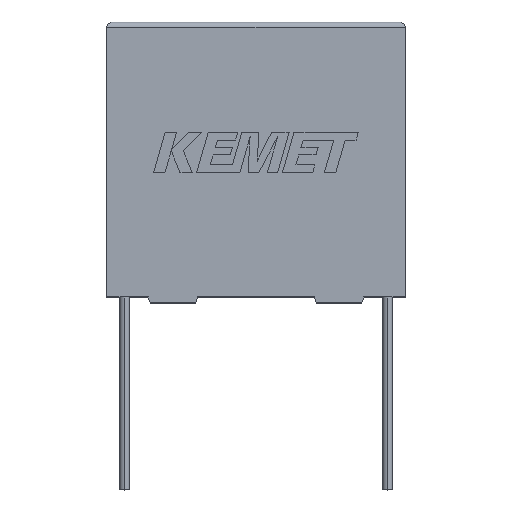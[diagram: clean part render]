
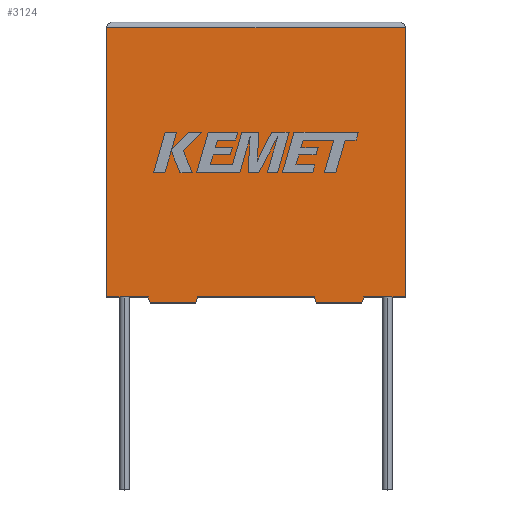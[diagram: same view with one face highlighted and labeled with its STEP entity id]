
A CAD part, top view. The second image highlights one B-rep face of the part: STEP entity #3124.
In plain terms, the highlighted planar face has unit normal (0, 0, 1).
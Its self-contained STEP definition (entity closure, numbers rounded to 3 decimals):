
#2 = LINE ( 'NONE', #2222, #3167 ) ;
#98 = ORIENTED_EDGE ( 'NONE', *, *, #2762, .T. ) ;
#99 = LINE ( 'NONE', #2290, #139 ) ;
#139 = VECTOR ( 'NONE', #2300, 1000. ) ;
#147 = CARTESIAN_POINT ( 'NONE',  ( 0., 0., 15. ) ) ;
#172 = DIRECTION ( 'NONE',  ( 0.287, 0.958, 0. ) ) ;
#218 = VECTOR ( 'NONE', #1873, 1000. ) ;
#242 = ORIENTED_EDGE ( 'NONE', *, *, #3135, .T. ) ;
#284 = CARTESIAN_POINT ( 'NONE',  ( 3.54, 0., 15. ) ) ;
#340 = CARTESIAN_POINT ( 'NONE',  ( 3.69, -0.5, 15. ) ) ;
#387 = DIRECTION ( 'NONE',  ( 1., 0., 0. ) ) ;
#428 = CARTESIAN_POINT ( 'NONE',  ( 0., 23., 15. ) ) ;
#481 = ORIENTED_EDGE ( 'NONE', *, *, #2135, .T. ) ;
#496 = ORIENTED_EDGE ( 'NONE', *, *, #1237, .T. ) ;
#541 = VERTEX_POINT ( 'NONE', #916 ) ;
#577 = CARTESIAN_POINT ( 'NONE',  ( 0., 0., 15. ) ) ;
#637 = CARTESIAN_POINT ( 'NONE',  ( 0., 0., 15. ) ) ;
#648 = EDGE_CURVE ( 'NONE', #541, #2622, #2, .T. ) ;
#661 = VERTEX_POINT ( 'NONE', #724 ) ;
#666 = VECTOR ( 'NONE', #3162, 1000. ) ;
#697 = LINE ( 'NONE', #637, #218 ) ;
#700 = VECTOR ( 'NONE', #2912, 1000. ) ;
#724 = CARTESIAN_POINT ( 'NONE',  ( 25.5, 23., 15. ) ) ;
#736 = VECTOR ( 'NONE', #1806, 1000. ) ;
#776 = CARTESIAN_POINT ( 'NONE',  ( 3.69, -0.5, 15. ) ) ;
#827 = VERTEX_POINT ( 'NONE', #3025 ) ;
#832 = LINE ( 'NONE', #2438, #1928 ) ;
#836 = CARTESIAN_POINT ( 'NONE',  ( 0., 0., 15. ) ) ;
#916 = CARTESIAN_POINT ( 'NONE',  ( 21.81, -0.5, 15. ) ) ;
#994 = ORIENTED_EDGE ( 'NONE', *, *, #2717, .T. ) ;
#1033 = EDGE_LOOP ( 'NONE', ( #1042, #2005, #994, #496, #98, #1917, #242, #481, #1887, #2149, #2159, #2427 ) ) ;
#1042 = ORIENTED_EDGE ( 'NONE', *, *, #2214, .T. ) ;
#1108 = DIRECTION ( 'NONE',  ( 1., 0., 0. ) ) ;
#1132 = CARTESIAN_POINT ( 'NONE',  ( 25.5, 0., 15. ) ) ;
#1151 = CARTESIAN_POINT ( 'NONE',  ( 0., 23., 15. ) ) ;
#1176 = CARTESIAN_POINT ( 'NONE',  ( 21.96, 0., 15. ) ) ;
#1196 = LINE ( 'NONE', #284, #2831 ) ;
#1199 = LINE ( 'NONE', #2712, #2679 ) ;
#1205 = VECTOR ( 'NONE', #2047, 1000. ) ;
#1237 = EDGE_CURVE ( 'NONE', #1895, #2398, #2957, .T. ) ;
#1319 = LINE ( 'NONE', #1151, #666 ) ;
#1488 = DIRECTION ( 'NONE',  ( -1., 0., 0. ) ) ;
#1513 = VECTOR ( 'NONE', #1108, 1000. ) ;
#1535 = DIRECTION ( 'NONE',  ( 0.287, -0.958, 0. ) ) ;
#1638 = EDGE_CURVE ( 'NONE', #2083, #541, #2722, .T. ) ;
#1737 = VERTEX_POINT ( 'NONE', #3226 ) ;
#1802 = CARTESIAN_POINT ( 'NONE',  ( 3.54, 0., 15. ) ) ;
#1806 = DIRECTION ( 'NONE',  ( -0.287, 0.958, 0. ) ) ;
#1826 = PLANE ( 'NONE',  #3165 ) ;
#1834 = EDGE_CURVE ( 'NONE', #2622, #2283, #2913, .T. ) ;
#1835 = VECTOR ( 'NONE', #387, 1000. ) ;
#1873 = DIRECTION ( 'NONE',  ( 1., 0., 0. ) ) ;
#1887 = ORIENTED_EDGE ( 'NONE', *, *, #1834, .F. ) ;
#1895 = VERTEX_POINT ( 'NONE', #836 ) ;
#1917 = ORIENTED_EDGE ( 'NONE', *, *, #2864, .T. ) ;
#1923 = EDGE_CURVE ( 'NONE', #2083, #2477, #697, .T. ) ;
#1928 = VECTOR ( 'NONE', #172, 1000. ) ;
#1947 = DIRECTION ( 'NONE',  ( 0., 1., 0. ) ) ;
#2005 = ORIENTED_EDGE ( 'NONE', *, *, #2107, .T. ) ;
#2043 = CARTESIAN_POINT ( 'NONE',  ( 17.909, -0.5, 15. ) ) ;
#2047 = DIRECTION ( 'NONE',  ( 1., 0., 0. ) ) ;
#2083 = VERTEX_POINT ( 'NONE', #2387 ) ;
#2107 = EDGE_CURVE ( 'NONE', #661, #2180, #1319, .T. ) ;
#2125 = FACE_OUTER_BOUND ( 'NONE', #1033, .T. ) ;
#2135 = EDGE_CURVE ( 'NONE', #827, #2283, #2487, .T. ) ;
#2149 = ORIENTED_EDGE ( 'NONE', *, *, #648, .F. ) ;
#2159 = ORIENTED_EDGE ( 'NONE', *, *, #1638, .F. ) ;
#2180 = VERTEX_POINT ( 'NONE', #428 ) ;
#2199 = CARTESIAN_POINT ( 'NONE',  ( 17.758, 0., 15. ) ) ;
#2206 = CARTESIAN_POINT ( 'NONE',  ( 17.909, -0.5, 15. ) ) ;
#2214 = EDGE_CURVE ( 'NONE', #2477, #661, #1199, .T. ) ;
#2222 = CARTESIAN_POINT ( 'NONE',  ( 21.81, -0.5, 15. ) ) ;
#2283 = VERTEX_POINT ( 'NONE', #2199 ) ;
#2290 = CARTESIAN_POINT ( 'NONE',  ( 0., 0., 15. ) ) ;
#2300 = DIRECTION ( 'NONE',  ( 0., -1., 0. ) ) ;
#2352 = VERTEX_POINT ( 'NONE', #776 ) ;
#2387 = CARTESIAN_POINT ( 'NONE',  ( 21.96, 0., 15. ) ) ;
#2398 = VERTEX_POINT ( 'NONE', #1802 ) ;
#2427 = ORIENTED_EDGE ( 'NONE', *, *, #1923, .T. ) ;
#2438 = CARTESIAN_POINT ( 'NONE',  ( 7.591, -0.5, 15. ) ) ;
#2464 = CARTESIAN_POINT ( 'NONE',  ( 0., 0., 15. ) ) ;
#2477 = VERTEX_POINT ( 'NONE', #1132 ) ;
#2487 = LINE ( 'NONE', #147, #1835 ) ;
#2622 = VERTEX_POINT ( 'NONE', #2206 ) ;
#2679 = VECTOR ( 'NONE', #1947, 1000. ) ;
#2709 = DIRECTION ( 'NONE',  ( 0., 0., -1. ) ) ;
#2712 = CARTESIAN_POINT ( 'NONE',  ( 25.5, 0., 15. ) ) ;
#2717 = EDGE_CURVE ( 'NONE', #2180, #1895, #99, .T. ) ;
#2719 = DIRECTION ( 'NONE',  ( -1., 0., 0. ) ) ;
#2722 = LINE ( 'NONE', #1176, #700 ) ;
#2762 = EDGE_CURVE ( 'NONE', #2398, #2352, #1196, .T. ) ;
#2831 = VECTOR ( 'NONE', #1535, 1000. ) ;
#2864 = EDGE_CURVE ( 'NONE', #2352, #1737, #2870, .T. ) ;
#2870 = LINE ( 'NONE', #340, #1513 ) ;
#2912 = DIRECTION ( 'NONE',  ( -0.287, -0.958, 0. ) ) ;
#2913 = LINE ( 'NONE', #2043, #736 ) ;
#2957 = LINE ( 'NONE', #577, #1205 ) ;
#3025 = CARTESIAN_POINT ( 'NONE',  ( 7.742, 0., 15. ) ) ;
#3124 = ADVANCED_FACE ( 'NONE', ( #2125 ), #1826, .F. ) ;
#3135 = EDGE_CURVE ( 'NONE', #1737, #827, #832, .T. ) ;
#3162 = DIRECTION ( 'NONE',  ( -1., 0., 0. ) ) ;
#3165 = AXIS2_PLACEMENT_3D ( 'NONE', #2464, #2709, #2719 ) ;
#3167 = VECTOR ( 'NONE', #1488, 1000. ) ;
#3226 = CARTESIAN_POINT ( 'NONE',  ( 7.591, -0.5, 15. ) ) ;
